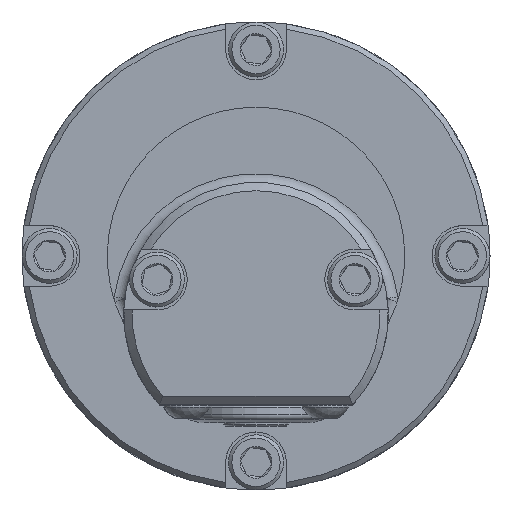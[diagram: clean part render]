
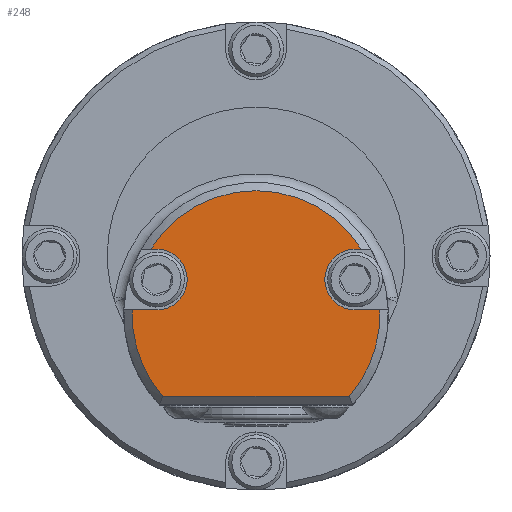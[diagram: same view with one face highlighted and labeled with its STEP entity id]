
A CAD part, top view. The second image highlights one B-rep face of the part: STEP entity #248.
In plain terms, the highlighted planar face has unit normal (0, 0, 1).
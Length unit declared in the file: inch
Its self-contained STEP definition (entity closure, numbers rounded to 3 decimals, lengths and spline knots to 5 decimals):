
#5 = AXIS2_PLACEMENT_3D ( 'NONE', #3976, #3086, #322 ) ;
#14 = VECTOR ( 'NONE', #1042, 39.37008 ) ;
#96 = VERTEX_POINT ( 'NONE', #4251 ) ;
#248 = ADVANCED_FACE ( 'NONE', ( #2636 ), #5849, .T. ) ;
#283 = ORIENTED_EDGE ( 'NONE', *, *, #3977, .T. ) ;
#322 = DIRECTION ( 'NONE',  ( 1., 0., 0. ) ) ;
#442 = VERTEX_POINT ( 'NONE', #5213 ) ;
#496 = EDGE_LOOP ( 'NONE', ( #3594, #5051, #5005, #1033, #3789, #1370, #2856, #283, #1516, #5461 ) ) ;
#554 = DIRECTION ( 'NONE',  ( 1., 0., 0. ) ) ;
#572 = VECTOR ( 'NONE', #5786, 39.37008 ) ;
#742 = CARTESIAN_POINT ( 'NONE',  ( 0.52812, -0.805, 5. ) ) ;
#791 = VECTOR ( 'NONE', #554, 39.37008 ) ;
#794 = EDGE_CURVE ( 'NONE', #5337, #442, #1825, .T. ) ;
#805 = VERTEX_POINT ( 'NONE', #742 ) ;
#1033 = ORIENTED_EDGE ( 'NONE', *, *, #3412, .T. ) ;
#1042 = DIRECTION ( 'NONE',  ( -1., 0., 0. ) ) ;
#1101 = EDGE_CURVE ( 'NONE', #2478, #5337, #1433, .T. ) ;
#1257 = CARTESIAN_POINT ( 'NONE',  ( 0.562, -0.314, 5. ) ) ;
#1305 = VERTEX_POINT ( 'NONE', #1257 ) ;
#1351 = CIRCLE ( 'NONE', #5004, 0.703 ) ;
#1356 = VERTEX_POINT ( 'NONE', #2633 ) ;
#1370 = ORIENTED_EDGE ( 'NONE', *, *, #4830, .F. ) ;
#1433 = CIRCLE ( 'NONE', #3043, 0.172 ) ;
#1467 = CARTESIAN_POINT ( 'NONE',  ( 0.70248, -0.314, 5. ) ) ;
#1511 = DIRECTION ( 'NONE',  ( 0., 0., 1. ) ) ;
#1515 = AXIS2_PLACEMENT_3D ( 'NONE', #2275, #5504, #2734 ) ;
#1516 = ORIENTED_EDGE ( 'NONE', *, *, #794, .F. ) ;
#1673 = EDGE_CURVE ( 'NONE', #96, #2478, #3893, .T. ) ;
#1825 = LINE ( 'NONE', #2100, #572 ) ;
#1834 = CARTESIAN_POINT ( 'NONE',  ( 0., -0.341, 5. ) ) ;
#1855 = CARTESIAN_POINT ( 'NONE',  ( -0.562, -0.314, 5. ) ) ;
#2100 = CARTESIAN_POINT ( 'NONE',  ( -0.562, 0.03, 5. ) ) ;
#2242 = CARTESIAN_POINT ( 'NONE',  ( 0.54898, -0.805, 5. ) ) ;
#2270 = DIRECTION ( 'NONE',  ( 1., 0., 0. ) ) ;
#2275 = CARTESIAN_POINT ( 'NONE',  ( 0., -0.341, 5. ) ) ;
#2406 = VECTOR ( 'NONE', #3621, 39.37008 ) ;
#2429 = CARTESIAN_POINT ( 'NONE',  ( 0.562, -0.142, 5. ) ) ;
#2478 = VERTEX_POINT ( 'NONE', #4895 ) ;
#2565 = LINE ( 'NONE', #2242, #2406 ) ;
#2584 = CARTESIAN_POINT ( 'NONE',  ( 0.59713, 0.03, 5. ) ) ;
#2624 = LINE ( 'NONE', #5651, #14 ) ;
#2633 = CARTESIAN_POINT ( 'NONE',  ( -0.52812, -0.805, 5. ) ) ;
#2636 = FACE_OUTER_BOUND ( 'NONE', #496, .T. ) ;
#2713 = CARTESIAN_POINT ( 'NONE',  ( 0., -0.341, 5. ) ) ;
#2734 = DIRECTION ( 'NONE',  ( 1., 0., 0. ) ) ;
#2854 = CIRCLE ( 'NONE', #4534, 0.703 ) ;
#2856 = ORIENTED_EDGE ( 'NONE', *, *, #2896, .F. ) ;
#2896 = EDGE_CURVE ( 'NONE', #5684, #5320, #2624, .T. ) ;
#2897 = DIRECTION ( 'NONE',  ( 1., 0., 0. ) ) ;
#3043 = AXIS2_PLACEMENT_3D ( 'NONE', #4235, #1511, #4714 ) ;
#3086 = DIRECTION ( 'NONE',  ( 0., 0., 1. ) ) ;
#3188 = DIRECTION ( 'NONE',  ( 1., 0., 0. ) ) ;
#3225 = LINE ( 'NONE', #4672, #791 ) ;
#3412 = EDGE_CURVE ( 'NONE', #805, #4644, #2854, .T. ) ;
#3565 = EDGE_CURVE ( 'NONE', #1305, #4644, #3225, .T. ) ;
#3594 = ORIENTED_EDGE ( 'NONE', *, *, #1673, .F. ) ;
#3621 = DIRECTION ( 'NONE',  ( 1., 0., 0. ) ) ;
#3789 = ORIENTED_EDGE ( 'NONE', *, *, #3565, .F. ) ;
#3893 = LINE ( 'NONE', #1855, #5113 ) ;
#3937 = EDGE_CURVE ( 'NONE', #1356, #805, #2565, .T. ) ;
#3976 = CARTESIAN_POINT ( 'NONE',  ( 0., -0.341, 5. ) ) ;
#3977 = EDGE_CURVE ( 'NONE', #5684, #442, #1351, .T. ) ;
#4235 = CARTESIAN_POINT ( 'NONE',  ( -0.562, -0.142, 5. ) ) ;
#4251 = CARTESIAN_POINT ( 'NONE',  ( -0.70248, -0.314, 5. ) ) ;
#4534 = AXIS2_PLACEMENT_3D ( 'NONE', #1834, #5031, #2270 ) ;
#4586 = DIRECTION ( 'NONE',  ( 1., 0., 0. ) ) ;
#4644 = VERTEX_POINT ( 'NONE', #1467 ) ;
#4672 = CARTESIAN_POINT ( 'NONE',  ( 0.562, -0.314, 5. ) ) ;
#4714 = DIRECTION ( 'NONE',  ( 1., 0., 0. ) ) ;
#4830 = EDGE_CURVE ( 'NONE', #5320, #1305, #5237, .T. ) ;
#4854 = AXIS2_PLACEMENT_3D ( 'NONE', #2429, #5663, #2897 ) ;
#4895 = CARTESIAN_POINT ( 'NONE',  ( -0.562, -0.314, 5. ) ) ;
#5004 = AXIS2_PLACEMENT_3D ( 'NONE', #2713, #5951, #3188 ) ;
#5005 = ORIENTED_EDGE ( 'NONE', *, *, #3937, .T. ) ;
#5031 = DIRECTION ( 'NONE',  ( 0., 0., 1. ) ) ;
#5051 = ORIENTED_EDGE ( 'NONE', *, *, #5862, .T. ) ;
#5113 = VECTOR ( 'NONE', #4586, 39.37008 ) ;
#5119 = CARTESIAN_POINT ( 'NONE',  ( 0.562, 0.03, 5. ) ) ;
#5213 = CARTESIAN_POINT ( 'NONE',  ( -0.59713, 0.03, 5. ) ) ;
#5221 = CIRCLE ( 'NONE', #1515, 0.703 ) ;
#5237 = CIRCLE ( 'NONE', #4854, 0.172 ) ;
#5320 = VERTEX_POINT ( 'NONE', #5119 ) ;
#5337 = VERTEX_POINT ( 'NONE', #5585 ) ;
#5461 = ORIENTED_EDGE ( 'NONE', *, *, #1101, .F. ) ;
#5504 = DIRECTION ( 'NONE',  ( 0., 0., 1. ) ) ;
#5585 = CARTESIAN_POINT ( 'NONE',  ( -0.562, 0.03, 5. ) ) ;
#5651 = CARTESIAN_POINT ( 'NONE',  ( 0.562, 0.03, 5. ) ) ;
#5663 = DIRECTION ( 'NONE',  ( 0., 0., 1. ) ) ;
#5684 = VERTEX_POINT ( 'NONE', #2584 ) ;
#5786 = DIRECTION ( 'NONE',  ( -1., 0., 0. ) ) ;
#5849 = PLANE ( 'NONE',  #5 ) ;
#5862 = EDGE_CURVE ( 'NONE', #96, #1356, #5221, .T. ) ;
#5951 = DIRECTION ( 'NONE',  ( 0., 0., 1. ) ) ;
